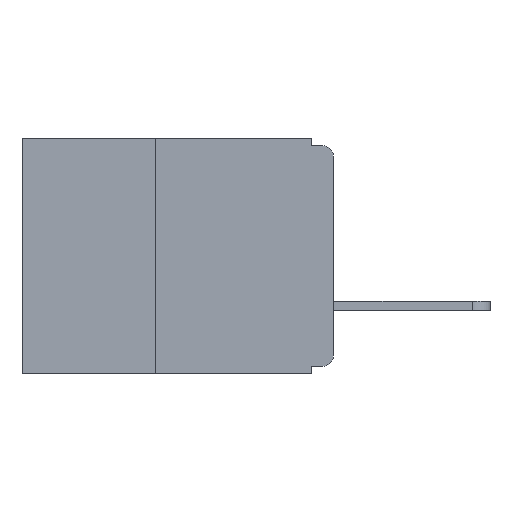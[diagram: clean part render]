
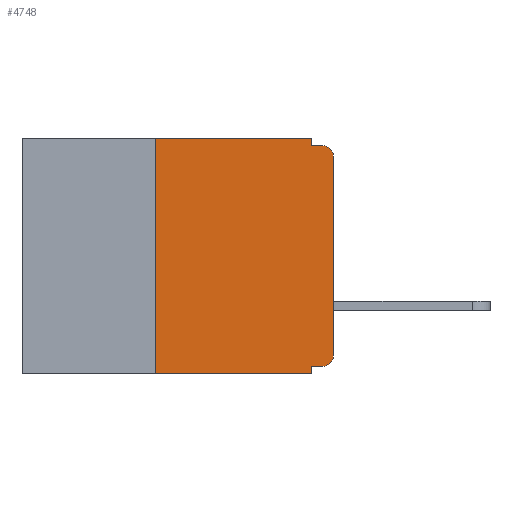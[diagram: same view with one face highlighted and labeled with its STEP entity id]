
A CAD part, left-side view. The second image highlights one B-rep face of the part: STEP entity #4748.
In plain terms, the highlighted planar face has unit normal (-1, 0, 0).
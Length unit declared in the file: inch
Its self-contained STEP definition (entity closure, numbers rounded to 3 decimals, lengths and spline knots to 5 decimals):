
#79 = VECTOR ( 'NONE', #3868, 39.37008 ) ;
#174 = CARTESIAN_POINT ( 'NONE',  ( 0., 0.437, 0. ) ) ;
#343 = FACE_OUTER_BOUND ( 'NONE', #4462, .T. ) ;
#532 = CARTESIAN_POINT ( 'NONE',  ( 0., 0.015, -0.32 ) ) ;
#867 = CARTESIAN_POINT ( 'NONE',  ( 0., 0.031, -0.32 ) ) ;
#935 = VERTEX_POINT ( 'NONE', #10055 ) ;
#1476 = LINE ( 'NONE', #174, #5307 ) ;
#1534 = EDGE_CURVE ( 'NONE', #8678, #11449, #8680, .T. ) ;
#1618 = ORIENTED_EDGE ( 'NONE', *, *, #5142, .F. ) ;
#1639 = DIRECTION ( 'NONE',  ( 0., -1., 0. ) ) ;
#2951 = DIRECTION ( 'NONE',  ( -1., 0., 0. ) ) ;
#3217 = CARTESIAN_POINT ( 'NONE',  ( 0., 0., -0.305 ) ) ;
#3333 = AXIS2_PLACEMENT_3D ( 'NONE', #11205, #11014, #5685 ) ;
#3597 = VECTOR ( 'NONE', #9368, 39.37008 ) ;
#3663 = VERTEX_POINT ( 'NONE', #4518 ) ;
#3664 = VERTEX_POINT ( 'NONE', #13429 ) ;
#3668 = VECTOR ( 'NONE', #7547, 39.37008 ) ;
#3698 = ORIENTED_EDGE ( 'NONE', *, *, #13569, .F. ) ;
#3859 = ORIENTED_EDGE ( 'NONE', *, *, #1534, .T. ) ;
#3868 = DIRECTION ( 'NONE',  ( 0., 1., 0. ) ) ;
#3917 = VECTOR ( 'NONE', #11988, 39.37008 ) ;
#3920 = CARTESIAN_POINT ( 'NONE',  ( 0., 0., -0.32 ) ) ;
#3987 = VERTEX_POINT ( 'NONE', #5740 ) ;
#4335 = ORIENTED_EDGE ( 'NONE', *, *, #12826, .F. ) ;
#4368 = DIRECTION ( 'NONE',  ( 0., 0., 1. ) ) ;
#4462 = EDGE_LOOP ( 'NONE', ( #14145, #11077, #7534, #1618, #5763, #3698, #10096, #6204, #4335, #3859 ) ) ;
#4518 = CARTESIAN_POINT ( 'NONE',  ( 0., 0.25, -0.33 ) ) ;
#4527 = LINE ( 'NONE', #9734, #3668 ) ;
#4748 = ADVANCED_FACE ( 'NONE', ( #343 ), #6168, .F. ) ;
#4807 = LINE ( 'NONE', #4817, #6197 ) ;
#4817 = CARTESIAN_POINT ( 'NONE',  ( 0., 0.437, -0.33 ) ) ;
#4897 = VERTEX_POINT ( 'NONE', #13094 ) ;
#5142 = EDGE_CURVE ( 'NONE', #3987, #935, #5162, .T. ) ;
#5162 = LINE ( 'NONE', #10558, #3597 ) ;
#5307 = VECTOR ( 'NONE', #1639, 39.37008 ) ;
#5502 = AXIS2_PLACEMENT_3D ( 'NONE', #13899, #2951, #7184 ) ;
#5558 = VERTEX_POINT ( 'NONE', #12969 ) ;
#5685 = DIRECTION ( 'NONE',  ( 0., 0., -1. ) ) ;
#5740 = CARTESIAN_POINT ( 'NONE',  ( 0., 0.031, 0. ) ) ;
#5763 = ORIENTED_EDGE ( 'NONE', *, *, #11662, .F. ) ;
#5884 = VERTEX_POINT ( 'NONE', #7268 ) ;
#6067 = EDGE_CURVE ( 'NONE', #935, #4897, #11914, .T. ) ;
#6168 = PLANE ( 'NONE',  #7173 ) ;
#6197 = VECTOR ( 'NONE', #6964, 39.37008 ) ;
#6204 = ORIENTED_EDGE ( 'NONE', *, *, #13825, .F. ) ;
#6618 = DIRECTION ( 'NONE',  ( 0., 0., -1. ) ) ;
#6964 = DIRECTION ( 'NONE',  ( 0., -1., 0. ) ) ;
#7173 = AXIS2_PLACEMENT_3D ( 'NONE', #11870, #11818, #9725 ) ;
#7184 = DIRECTION ( 'NONE',  ( 0., 0., -1. ) ) ;
#7268 = CARTESIAN_POINT ( 'NONE',  ( 0., 0.25, 0. ) ) ;
#7534 = ORIENTED_EDGE ( 'NONE', *, *, #6067, .F. ) ;
#7547 = DIRECTION ( 'NONE',  ( 0., 0., 1. ) ) ;
#7960 = EDGE_CURVE ( 'NONE', #5558, #4897, #9287, .T. ) ;
#8660 = LINE ( 'NONE', #11029, #13856 ) ;
#8678 = VERTEX_POINT ( 'NONE', #532 ) ;
#8680 = CIRCLE ( 'NONE', #3333, 0.015 ) ;
#9287 = CIRCLE ( 'NONE', #5502, 0.015 ) ;
#9368 = DIRECTION ( 'NONE',  ( 0., 0., -1. ) ) ;
#9619 = LINE ( 'NONE', #3920, #79 ) ;
#9725 = DIRECTION ( 'NONE',  ( 0., 0., -1. ) ) ;
#9734 = CARTESIAN_POINT ( 'NONE',  ( 0., 0.25, -0.33 ) ) ;
#9965 = CARTESIAN_POINT ( 'NONE',  ( 0., 0.031, -0.33 ) ) ;
#10055 = CARTESIAN_POINT ( 'NONE',  ( 0., 0.031, -0.01 ) ) ;
#10096 = ORIENTED_EDGE ( 'NONE', *, *, #10341, .T. ) ;
#10341 = EDGE_CURVE ( 'NONE', #3663, #3664, #4807, .T. ) ;
#10441 = LINE ( 'NONE', #9965, #13075 ) ;
#10558 = CARTESIAN_POINT ( 'NONE',  ( 0., 0.031, 0. ) ) ;
#10722 = VERTEX_POINT ( 'NONE', #867 ) ;
#10811 = EDGE_CURVE ( 'NONE', #11449, #5558, #8660, .T. ) ;
#10851 = CARTESIAN_POINT ( 'NONE',  ( 0., 0., -0.01 ) ) ;
#11014 = DIRECTION ( 'NONE',  ( -1., 0., 0. ) ) ;
#11029 = CARTESIAN_POINT ( 'NONE',  ( 0., 0., 0. ) ) ;
#11077 = ORIENTED_EDGE ( 'NONE', *, *, #7960, .T. ) ;
#11205 = CARTESIAN_POINT ( 'NONE',  ( 0., 0.015, -0.305 ) ) ;
#11449 = VERTEX_POINT ( 'NONE', #3217 ) ;
#11662 = EDGE_CURVE ( 'NONE', #5884, #3987, #1476, .T. ) ;
#11818 = DIRECTION ( 'NONE',  ( 1., 0., 0. ) ) ;
#11870 = CARTESIAN_POINT ( 'NONE',  ( 0., 0.437, 0. ) ) ;
#11914 = LINE ( 'NONE', #10851, #3917 ) ;
#11988 = DIRECTION ( 'NONE',  ( 0., -1., 0. ) ) ;
#12826 = EDGE_CURVE ( 'NONE', #8678, #10722, #9619, .T. ) ;
#12969 = CARTESIAN_POINT ( 'NONE',  ( 0., 0., -0.025 ) ) ;
#13075 = VECTOR ( 'NONE', #6618, 39.37008 ) ;
#13094 = CARTESIAN_POINT ( 'NONE',  ( 0., 0.015, -0.01 ) ) ;
#13429 = CARTESIAN_POINT ( 'NONE',  ( 0., 0.031, -0.33 ) ) ;
#13569 = EDGE_CURVE ( 'NONE', #3663, #5884, #4527, .T. ) ;
#13825 = EDGE_CURVE ( 'NONE', #10722, #3664, #10441, .T. ) ;
#13856 = VECTOR ( 'NONE', #4368, 39.37008 ) ;
#13899 = CARTESIAN_POINT ( 'NONE',  ( 0., 0.015, -0.025 ) ) ;
#14145 = ORIENTED_EDGE ( 'NONE', *, *, #10811, .T. ) ;
